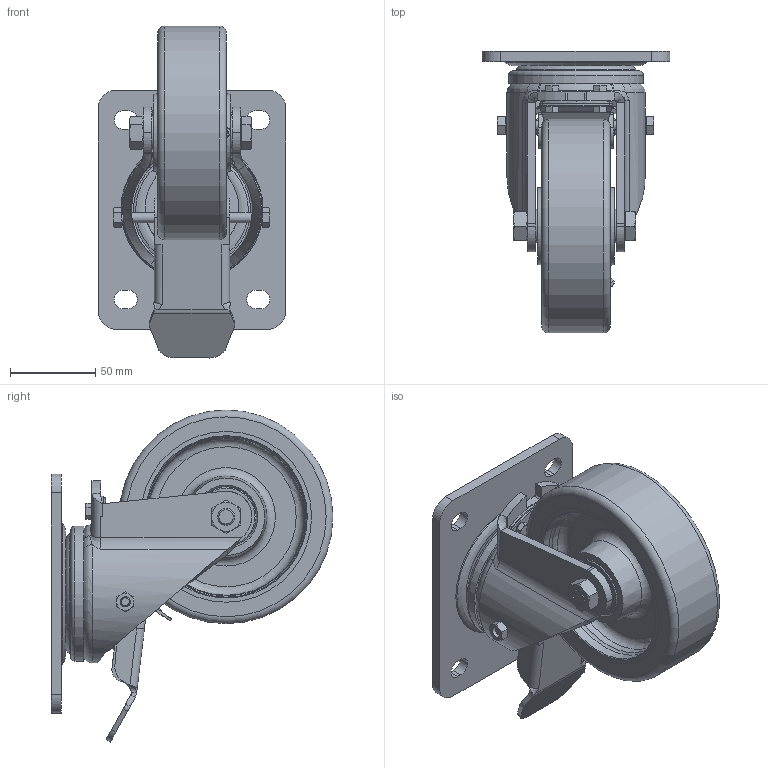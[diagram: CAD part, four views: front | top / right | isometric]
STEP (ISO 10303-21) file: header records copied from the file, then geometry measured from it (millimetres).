
FILE_DESCRIPTION(/* description */ (''),/* implementation_level */ '2;1');
FILE_NAME(/* name */ '14028_KriTec_Schwerlast_Lenkrolle_D125_mit_Feststellbremse_auf_der_Vorlaufseite.stp',/* time_stamp */ '2014-08-11T14:16:54+02:00',/* author */ ('kostic'),/* organization */ (''),/* preprocessor_version */ 'ST-DEVELOPER v15.2',/* originating_system */ 'Autodesk Inventor 2014',/* authorisation */ '');
FILE_SCHEMA (('AUTOMOTIVE_DESIGN { 1 0 10303 214 3 1 1 }'));
Length unit declared in the file: millimetre
Products named in the file (6): GH-LH_125-3-ST_G15; AM_LH_10x57x5_K_BB1; GTH_125_15K_G15; Rollenmantel; GTH_G15_GTH_125_15K_266197; 14028_KriTec_Schwerlast_Lenkrolle_D125_mit_Feststellbremse_auf_der_Vo
rlaufseite
Bounding box: 110 x 164.96 x 194.26 mm (x, y, z)
Volume: 639121.7 mm3; surface area: 174412.8 mm2
Topology: 4 solids, 4 shells, 895 faces, 2265 edges, 1446 vertices
Faces by surface type: plane 424, bspline 195, cone 112, cylinder 110, torus 43, sphere 11
Full cylindrical faces by diameter (mm): 5 x2, 6 x4, 7 x2, 7.999 x2, 9.998 x1, 9.999 x1, 10 x3, 15 x3, 16 x1, 17 x1, 20 x2, 35 x3, 36.974 x1, 40 x1, 42 x1, 60.101 x1, 76 x1, 79 x1, 94 x2, 100 x2, 125 x1
Entity records: 38861 total; most frequent: CARTESIAN_POINT 19464, ORIENTED_EDGE 4254, DIRECTION 3317, EDGE_CURVE 2127, VERTEX_POINT 1405, AXIS2_PLACEMENT_3D 1114, LINE 1089, VECTOR 1089
